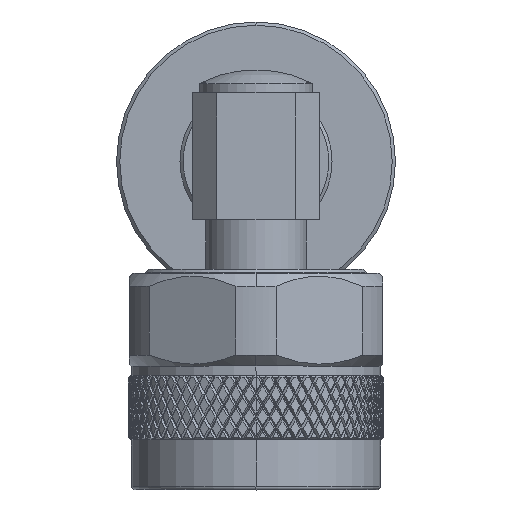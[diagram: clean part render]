
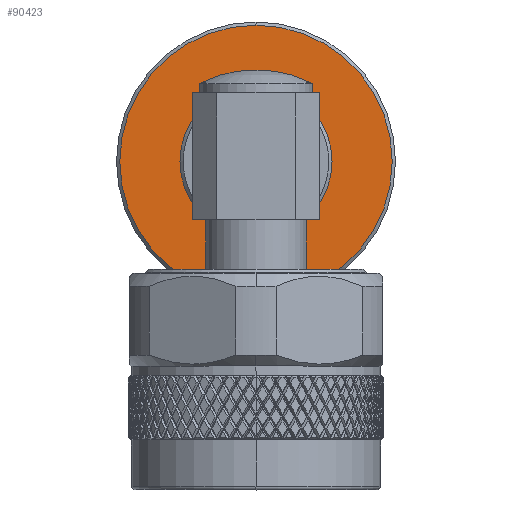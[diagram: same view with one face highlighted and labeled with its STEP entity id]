
A CAD part, top view. The second image highlights one B-rep face of the part: STEP entity #90423.
In plain terms, the highlighted face is planar.
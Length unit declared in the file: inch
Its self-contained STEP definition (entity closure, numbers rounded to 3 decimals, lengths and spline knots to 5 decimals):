
#2691 = DIRECTION ( 'NONE',  ( 0., 1., 0. ) ) ;
#3145 = DIRECTION ( 'NONE',  ( 0., 1., 0. ) ) ;
#3565 = ORIENTED_EDGE ( 'NONE', *, *, #102982, .T. ) ;
#10158 = AXIS2_PLACEMENT_3D ( 'NONE', #130438, #118231, #3145 ) ;
#16053 = DIRECTION ( 'NONE',  ( 1., 0., 0. ) ) ;
#16668 = EDGE_CURVE ( 'NONE', #100652, #71111, #16739, .T. ) ;
#16739 = CIRCLE ( 'NONE', #38177, 0.23619 ) ;
#16946 = EDGE_CURVE ( 'NONE', #71111, #100652, #42496, .T. ) ;
#24136 = AXIS2_PLACEMENT_3D ( 'NONE', #36301, #163686, #49020 ) ;
#26624 = ORIENTED_EDGE ( 'NONE', *, *, #16668, .F. ) ;
#27633 = CARTESIAN_POINT ( 'NONE',  ( 0.98614, 0.43307, 0. ) ) ;
#33354 = CIRCLE ( 'NONE', #10158, 0.42307 ) ;
#36301 = CARTESIAN_POINT ( 'NONE',  ( 0.98614, 0., 0. ) ) ;
#37625 = EDGE_LOOP ( 'NONE', ( #113266, #3565 ) ) ;
#38177 = AXIS2_PLACEMENT_3D ( 'NONE', #93193, #16053, #80380 ) ;
#42496 = CIRCLE ( 'NONE', #113747, 0.23619 ) ;
#49020 = DIRECTION ( 'NONE',  ( 0., 1., 0. ) ) ;
#49844 = CIRCLE ( 'NONE', #24136, 0.42307 ) ;
#54253 = DIRECTION ( 'NONE',  ( 1., 0., 0. ) ) ;
#69824 = CARTESIAN_POINT ( 'NONE',  ( 0.98614, 0., 0. ) ) ;
#71111 = VERTEX_POINT ( 'NONE', #126641 ) ;
#80023 = VERTEX_POINT ( 'NONE', #124654 ) ;
#80380 = DIRECTION ( 'NONE',  ( 0., 1., 0. ) ) ;
#83175 = DIRECTION ( 'NONE',  ( 0., 1., 0. ) ) ;
#88936 = FACE_OUTER_BOUND ( 'NONE', #37625, .T. ) ;
#90423 = ADVANCED_FACE ( 'NONE', ( #88936, #134807 ), #117199, .T. ) ;
#93193 = CARTESIAN_POINT ( 'NONE',  ( 0.98614, 0., 0. ) ) ;
#100652 = VERTEX_POINT ( 'NONE', #129773 ) ;
#102982 = EDGE_CURVE ( 'NONE', #80023, #127961, #49844, .T. ) ;
#113266 = ORIENTED_EDGE ( 'NONE', *, *, #154374, .T. ) ;
#113747 = AXIS2_PLACEMENT_3D ( 'NONE', #69824, #158885, #83175 ) ;
#114460 = ORIENTED_EDGE ( 'NONE', *, *, #16946, .F. ) ;
#117199 = PLANE ( 'NONE',  #157360 ) ;
#118231 = DIRECTION ( 'NONE',  ( 1., 0., 0. ) ) ;
#124654 = CARTESIAN_POINT ( 'NONE',  ( 0.98614, 0.42307, 0. ) ) ;
#126641 = CARTESIAN_POINT ( 'NONE',  ( 0.98614, -0.23619, 0. ) ) ;
#127961 = VERTEX_POINT ( 'NONE', #155162 ) ;
#129773 = CARTESIAN_POINT ( 'NONE',  ( 0.98614, 0.23619, 0. ) ) ;
#130438 = CARTESIAN_POINT ( 'NONE',  ( 0.98614, 0., 0. ) ) ;
#131081 = EDGE_LOOP ( 'NONE', ( #26624, #114460 ) ) ;
#134807 = FACE_BOUND ( 'NONE', #131081, .T. ) ;
#154374 = EDGE_CURVE ( 'NONE', #127961, #80023, #33354, .T. ) ;
#155162 = CARTESIAN_POINT ( 'NONE',  ( 0.98614, -0.42307, 0. ) ) ;
#157360 = AXIS2_PLACEMENT_3D ( 'NONE', #27633, #54253, #2691 ) ;
#158885 = DIRECTION ( 'NONE',  ( 1., 0., 0. ) ) ;
#163686 = DIRECTION ( 'NONE',  ( 1., 0., 0. ) ) ;
